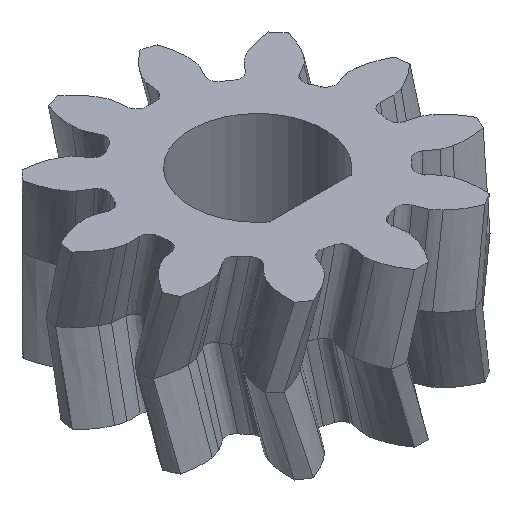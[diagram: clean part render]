
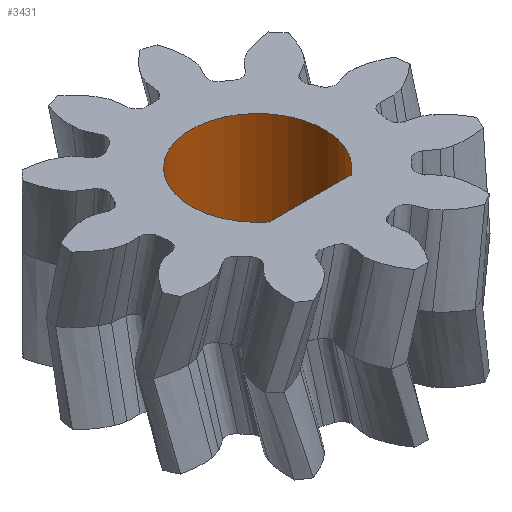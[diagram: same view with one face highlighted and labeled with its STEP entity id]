
A CAD part, isometric view. The second image highlights one B-rep face of the part: STEP entity #3431.
In plain terms, the highlighted cylindrical face has radius 2.6 mm (diameter 5.2 mm), a partial arc.
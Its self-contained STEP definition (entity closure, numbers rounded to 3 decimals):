
#15=CYLINDRICAL_SURFACE('',#3654,2.6);
#436=FACE_OUTER_BOUND('',#661,.T.);
#661=EDGE_LOOP('',(#2760,#2761,#2762,#2763));
#1084=CIRCLE('',#3608,2.6);
#1129=CIRCLE('',#3655,2.6);
#1219=LINE('',#8589,#1289);
#1221=LINE('',#8592,#1291);
#1289=VECTOR('',#3930,1.);
#1291=VECTOR('',#3932,1.);
#1424=VERTEX_POINT('',#4403);
#1425=VERTEX_POINT('',#4404);
#1536=VERTEX_POINT('',#8588);
#1537=VERTEX_POINT('',#8590);
#1759=EDGE_CURVE('',#1424,#1425,#1084,.T.);
#1980=EDGE_CURVE('',#1424,#1536,#1219,.T.);
#1982=EDGE_CURVE('',#1425,#1537,#1221,.T.);
#1983=EDGE_CURVE('',#1537,#1536,#1129,.T.);
#2760=ORIENTED_EDGE('',*,*,#1759,.T.);
#2761=ORIENTED_EDGE('',*,*,#1982,.T.);
#2762=ORIENTED_EDGE('',*,*,#1983,.T.);
#2763=ORIENTED_EDGE('',*,*,#1980,.F.);
#3431=ADVANCED_FACE('',(#436),#15,.F.);
#3608=AXIS2_PLACEMENT_3D('',#4406,#3816,#3817);
#3654=AXIS2_PLACEMENT_3D('',#8593,#3933,#3934);
#3655=AXIS2_PLACEMENT_3D('',#8594,#3935,#3936);
#3816=DIRECTION('center_axis',(0.,0.,
-1.));
#3817=DIRECTION('ref_axis',(1.,0.,0.));
#3930=DIRECTION('',(0.,0.,1.));
#3932=DIRECTION('',(0.,0.,1.));
#3933=DIRECTION('center_axis',(0.,0.,
-1.));
#3934=DIRECTION('ref_axis',(0.,1.,0.));
#3935=DIRECTION('center_axis',(0.,0.,
1.));
#3936=DIRECTION('ref_axis',(-0.992,-0.125,0.));
#4403=CARTESIAN_POINT('',(-1.6,-2.049,-2.));
#4404=CARTESIAN_POINT('',(1.6,-2.049,-2.));
#4406=CARTESIAN_POINT('Origin',(0.,0.,-2.));
#8588=CARTESIAN_POINT('',(-1.6,-2.049,4.));
#8589=CARTESIAN_POINT('',(-1.6,-2.049,-2.));
#8590=CARTESIAN_POINT('',(1.6,-2.049,4.));
#8592=CARTESIAN_POINT('',(1.6,-2.049,-2.));
#8593=CARTESIAN_POINT('Origin',(0.,0.,-2.));
#8594=CARTESIAN_POINT('Origin',(0.,0.,4.));
